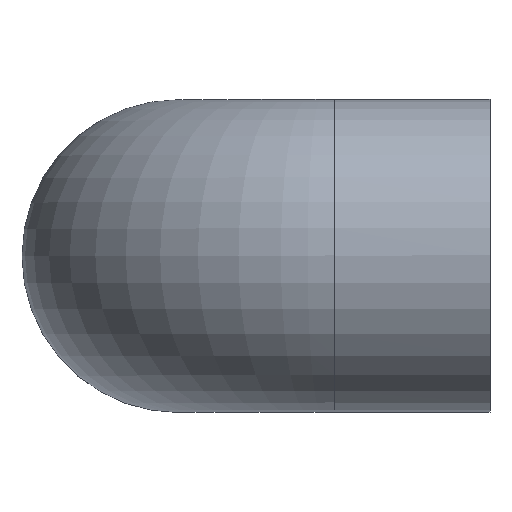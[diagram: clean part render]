
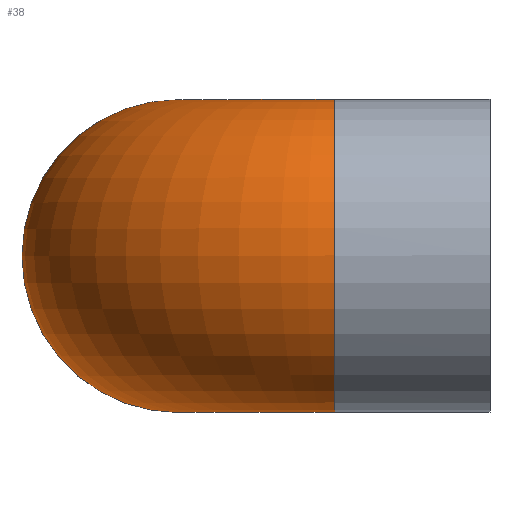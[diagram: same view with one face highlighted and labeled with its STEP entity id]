
A CAD part, top view. The second image highlights one B-rep face of the part: STEP entity #38.
In plain terms, the highlighted toroidal (fillet/blend) face has major radius 17.56 mm and minor radius 17.55 mm.
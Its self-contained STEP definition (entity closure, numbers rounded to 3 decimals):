
#38 = ADVANCED_FACE( '', ( #80, #81 ), #82, .T. );
#80 = FACE_OUTER_BOUND( '', #133, .T. );
#81 = FACE_OUTER_BOUND( '', #134, .T. );
#82 = TOROIDAL_SURFACE( '', #135, 17.56, 17.55 );
#133 = EDGE_LOOP( '', ( #183 ) );
#134 = EDGE_LOOP( '', ( #184, #185 ) );
#135 = AXIS2_PLACEMENT_3D( '', #186, #187, #188 );
#183 = ORIENTED_EDGE( '', *, *, #254, .T. );
#184 = ORIENTED_EDGE( '', *, *, #255, .F. );
#185 = ORIENTED_EDGE( '', *, *, #252, .F. );
#186 = CARTESIAN_POINT( '', ( 17.56, 0., -0.6 ) );
#187 = DIRECTION( '', ( 0., 1., 0. ) );
#188 = DIRECTION( '', ( 0., 0., 1. ) );
#252 = EDGE_CURVE( '', #276, #277, #279, .T. );
#254 = EDGE_CURVE( '', #281, #281, #282, .T. );
#255 = EDGE_CURVE( '', #277, #276, #283, .T. );
#276 = VERTEX_POINT( '', #312 );
#277 = VERTEX_POINT( '', #313 );
#279 = CIRCLE( '', #315, 17.55 );
#281 = VERTEX_POINT( '', #317 );
#282 = CIRCLE( '', #318, 17.55 );
#283 = CIRCLE( '', #319, 17.55 );
#312 = CARTESIAN_POINT( '', ( 17.56, -17.55, 16.98 ) );
#313 = CARTESIAN_POINT( '', ( 17.56, 17.55, 16.98 ) );
#315 = AXIS2_PLACEMENT_3D( '', #529, #530, #531 );
#317 = CARTESIAN_POINT( '', ( 17.55, 0., -0.6 ) );
#318 = AXIS2_PLACEMENT_3D( '', #532, #533, #534 );
#319 = AXIS2_PLACEMENT_3D( '', #535, #536, #537 );
#529 = CARTESIAN_POINT( '', ( 17.56, 0., 16.96 ) );
#530 = DIRECTION( '', ( 1., 0., 0. ) );
#531 = DIRECTION( '', ( 0., 0., -1. ) );
#532 = CARTESIAN_POINT( '', ( 0., 0., -0.6 ) );
#533 = DIRECTION( '', ( 0., 0., 1. ) );
#534 = DIRECTION( '', ( 1., 0., 0. ) );
#535 = CARTESIAN_POINT( '', ( 17.56, 0., 16.96 ) );
#536 = DIRECTION( '', ( 1., 0., 0. ) );
#537 = DIRECTION( '', ( 0., 0., -1. ) );
